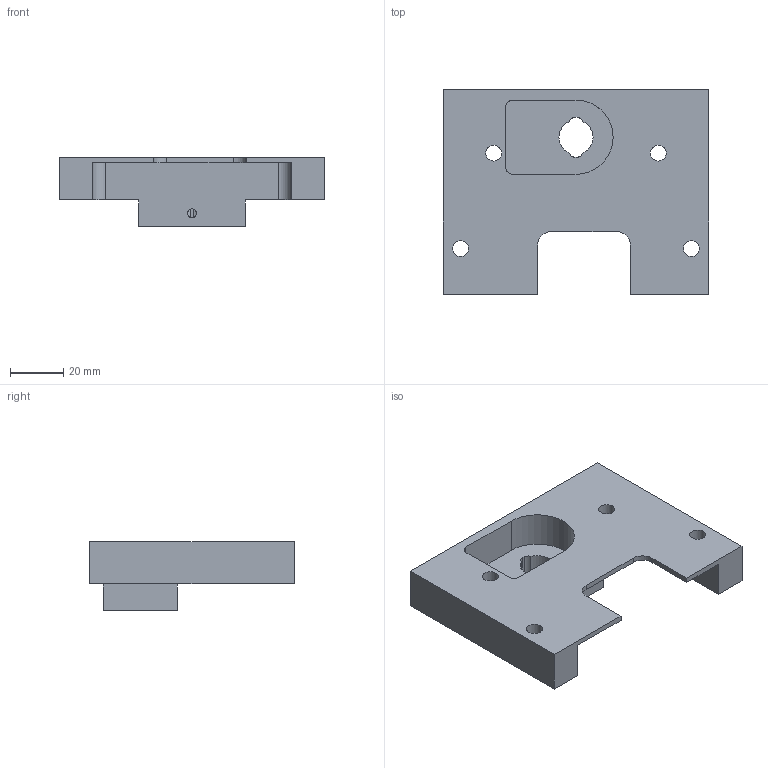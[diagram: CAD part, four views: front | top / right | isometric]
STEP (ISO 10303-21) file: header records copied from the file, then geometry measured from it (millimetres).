
FILE_DESCRIPTION(/* description */ (''),/* implementation_level */ '2;1');
FILE_NAME(/* name */ 'Deckel LwG.step',/* time_stamp */ '2021-08-09T08:59:04+02:00',/* author */ (''),/* organization */ (''),/* preprocessor_version */ 'ST-DEVELOPER v18.1',/* originating_system */ 'Autodesk Translation Framework v10.9.0.1377',/* authorisation */ '');
FILE_SCHEMA (('AUTOMOTIVE_DESIGN { 1 0 10303 214 3 1 1 }'));
Length unit declared in the file: millimetre
Products named in the file (1): Deckel LwG
Bounding box: 100 x 77 x 26 mm (x, y, z)
Volume: 68969.7 mm3; surface area: 25021 mm2
Topology: 1 solids, 1 shells, 43 faces, 123 edges, 82 vertices
Faces by surface type: plane 25, cylinder 18
Full cylindrical faces by diameter (mm): 3.332 x1, 6 x4
Entity records: 1500 total; most frequent: CARTESIAN_POINT 284, ORIENTED_EDGE 246, DIRECTION 245, EDGE_CURVE 123, LINE 83, VECTOR 83, VERTEX_POINT 82, AXIS2_PLACEMENT_3D 81
